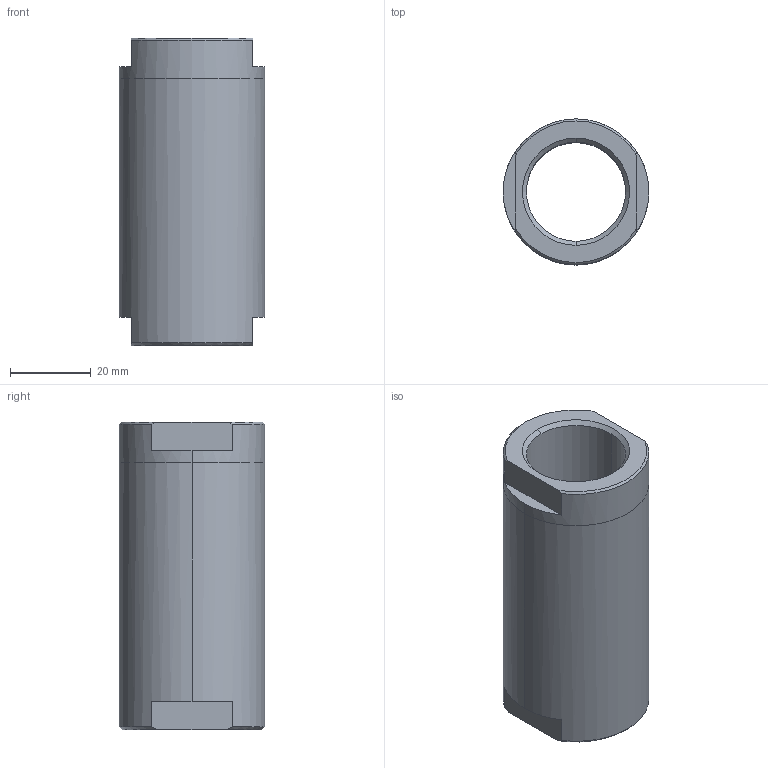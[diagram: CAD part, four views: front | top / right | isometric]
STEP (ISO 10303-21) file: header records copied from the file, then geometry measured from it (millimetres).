
FILE_DESCRIPTION (( 'STEP AP214' ), '1' );
FILE_NAME ('281ZH0511 3-4 BSP female-female.STEP', '2016-04-22T17:17:01', ( 'w7' ), ( 'Hewlett-Packard Company' ), 'SwSTEP 2.0', 'SolidWorks 2015', '' );
FILE_SCHEMA (( 'AUTOMOTIVE_DESIGN' ));
Length unit declared in the file: millimetre
Products named in the file (1): 281ZH0511 3-4 BSP female-female
Bounding box: 36 x 36 x 76 mm (x, y, z)
Surface area: 12999.4 mm2 (no closed solid volume)
Topology: 0 solids, 2 shells, 28 faces, 74 edges, 50 vertices
Faces by surface type: plane 12, cylinder 8, cone 8
Entity records: 1228 total; most frequent: CARTESIAN_POINT 177, DIRECTION 162, ORIENTED_EDGE 140, EDGE_CURVE 74, AXIS2_PLACEMENT_3D 67, VERTEX_POINT 50, CIRCLE 38, EDGE_LOOP 32
